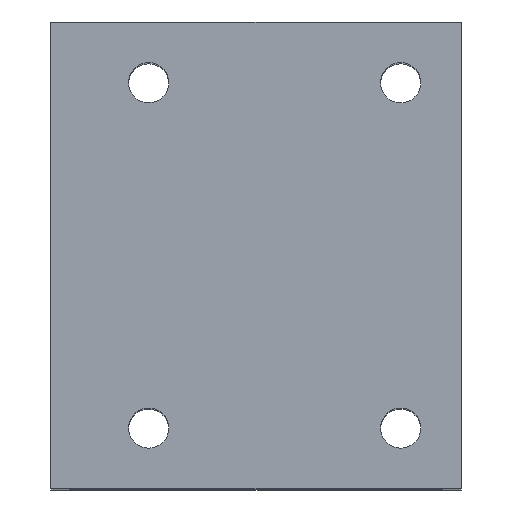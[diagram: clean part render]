
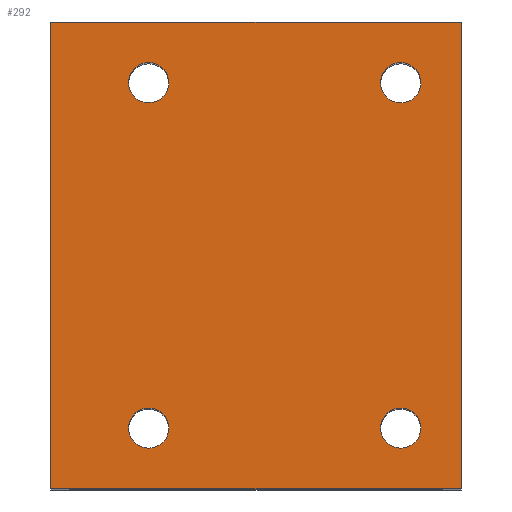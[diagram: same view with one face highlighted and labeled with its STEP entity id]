
A CAD part, top view. The second image highlights one B-rep face of the part: STEP entity #292.
In plain terms, the highlighted planar face has unit normal (0, 0, 1).
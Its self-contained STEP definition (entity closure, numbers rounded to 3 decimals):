
#3 = DIRECTION ( 'NONE',  ( 0., 0., -1. ) ) ;
#4 = VERTEX_POINT ( 'NONE', #1029 ) ;
#11 = FACE_BOUND ( 'NONE', #710, .T. ) ;
#39 = AXIS2_PLACEMENT_3D ( 'NONE', #940, #273, #1039 ) ;
#52 = AXIS2_PLACEMENT_3D ( 'NONE', #1243, #934, #1352 ) ;
#70 = DIRECTION ( 'NONE',  ( 0., 0., -1. ) ) ;
#84 = FACE_OUTER_BOUND ( 'NONE', #671, .T. ) ;
#88 = AXIS2_PLACEMENT_3D ( 'NONE', #385, #1343, #478 ) ;
#92 = EDGE_LOOP ( 'NONE', ( #369, #558 ) ) ;
#105 = EDGE_CURVE ( 'NONE', #848, #1076, #481, .T. ) ;
#115 = AXIS2_PLACEMENT_3D ( 'NONE', #437, #758, #206 ) ;
#141 = ORIENTED_EDGE ( 'NONE', *, *, #257, .T. ) ;
#190 = CARTESIAN_POINT ( 'NONE',  ( 10.5, 6.5, 76. ) ) ;
#194 = CARTESIAN_POINT ( 'NONE',  ( 44., 50., 76. ) ) ;
#199 = EDGE_CURVE ( 'NONE', #578, #540, #1189, .T. ) ;
#200 = CIRCLE ( 'NONE', #88, 2.15 ) ;
#206 = DIRECTION ( 'NONE',  ( -1., 0., 0. ) ) ;
#232 = ORIENTED_EDGE ( 'NONE', *, *, #463, .F. ) ;
#257 = EDGE_CURVE ( 'NONE', #296, #627, #497, .T. ) ;
#258 = CARTESIAN_POINT ( 'NONE',  ( 39.65, 43.5, 76. ) ) ;
#273 = DIRECTION ( 'NONE',  ( 0., 0., -1. ) ) ;
#274 = EDGE_CURVE ( 'NONE', #627, #296, #431, .T. ) ;
#277 = ORIENTED_EDGE ( 'NONE', *, *, #105, .F. ) ;
#292 = ADVANCED_FACE ( 'NONE', ( #11, #1290, #1360, #899, #84 ), #1262, .F. ) ;
#296 = VERTEX_POINT ( 'NONE', #304 ) ;
#297 = CARTESIAN_POINT ( 'NONE',  ( 10.5, 43.5, 76. ) ) ;
#304 = CARTESIAN_POINT ( 'NONE',  ( 12.65, 43.5, 76. ) ) ;
#330 = CARTESIAN_POINT ( 'NONE',  ( 37.5, 6.5, 76. ) ) ;
#339 = VECTOR ( 'NONE', #946, 1000. ) ;
#340 = CARTESIAN_POINT ( 'NONE',  ( 44., 0., 76. ) ) ;
#353 = CIRCLE ( 'NONE', #1002, 2.15 ) ;
#355 = CARTESIAN_POINT ( 'NONE',  ( 35.35, 6.5, 76. ) ) ;
#367 = ORIENTED_EDGE ( 'NONE', *, *, #432, .T. ) ;
#369 = ORIENTED_EDGE ( 'NONE', *, *, #1257, .T. ) ;
#385 = CARTESIAN_POINT ( 'NONE',  ( 37.5, 43.5, 76. ) ) ;
#389 = DIRECTION ( 'NONE',  ( 0., -1., 0. ) ) ;
#405 = CARTESIAN_POINT ( 'NONE',  ( 0., 50., 76. ) ) ;
#431 = CIRCLE ( 'NONE', #519, 2.15 ) ;
#432 = EDGE_CURVE ( 'NONE', #4, #1112, #353, .T. ) ;
#437 = CARTESIAN_POINT ( 'NONE',  ( 37.5, 6.5, 76. ) ) ;
#463 = EDGE_CURVE ( 'NONE', #883, #848, #1085, .T. ) ;
#476 = CIRCLE ( 'NONE', #39, 2.15 ) ;
#478 = DIRECTION ( 'NONE',  ( -1., 0., 0. ) ) ;
#481 = LINE ( 'NONE', #818, #339 ) ;
#484 = EDGE_CURVE ( 'NONE', #791, #1076, #1349, .T. ) ;
#497 = CIRCLE ( 'NONE', #1159, 2.15 ) ;
#503 = EDGE_LOOP ( 'NONE', ( #1235, #1034 ) ) ;
#513 = ORIENTED_EDGE ( 'NONE', *, *, #876, .T. ) ;
#519 = AXIS2_PLACEMENT_3D ( 'NONE', #1062, #1167, #1067 ) ;
#540 = VERTEX_POINT ( 'NONE', #903 ) ;
#558 = ORIENTED_EDGE ( 'NONE', *, *, #1188, .T. ) ;
#567 = CARTESIAN_POINT ( 'NONE',  ( 0., 0., 76. ) ) ;
#578 = VERTEX_POINT ( 'NONE', #795 ) ;
#594 = VECTOR ( 'NONE', #1327, 1000. ) ;
#621 = VERTEX_POINT ( 'NONE', #258 ) ;
#623 = DIRECTION ( 'NONE',  ( 0., 0., -1. ) ) ;
#627 = VERTEX_POINT ( 'NONE', #1331 ) ;
#650 = CARTESIAN_POINT ( 'NONE',  ( 35.35, 43.5, 76. ) ) ;
#670 = CIRCLE ( 'NONE', #52, 2.15 ) ;
#671 = EDGE_LOOP ( 'NONE', ( #914, #277, #232, #891 ) ) ;
#676 = CARTESIAN_POINT ( 'NONE',  ( 0., 50., 76. ) ) ;
#710 = EDGE_LOOP ( 'NONE', ( #1337, #141 ) ) ;
#718 = VECTOR ( 'NONE', #389, 1000. ) ;
#732 = DIRECTION ( 'NONE',  ( -1., 0., 0. ) ) ;
#754 = LINE ( 'NONE', #1048, #718 ) ;
#758 = DIRECTION ( 'NONE',  ( 0., 0., -1. ) ) ;
#767 = EDGE_CURVE ( 'NONE', #540, #578, #476, .T. ) ;
#789 = EDGE_LOOP ( 'NONE', ( #513, #367 ) ) ;
#791 = VERTEX_POINT ( 'NONE', #829 ) ;
#795 = CARTESIAN_POINT ( 'NONE',  ( 8.35, 6.5, 76. ) ) ;
#818 = CARTESIAN_POINT ( 'NONE',  ( 44., 50., 76. ) ) ;
#829 = CARTESIAN_POINT ( 'NONE',  ( 0., 0., 76. ) ) ;
#848 = VERTEX_POINT ( 'NONE', #194 ) ;
#864 = AXIS2_PLACEMENT_3D ( 'NONE', #405, #1057, #960 ) ;
#876 = EDGE_CURVE ( 'NONE', #1112, #4, #1399, .T. ) ;
#883 = VERTEX_POINT ( 'NONE', #1291 ) ;
#891 = ORIENTED_EDGE ( 'NONE', *, *, #1335, .T. ) ;
#895 = DIRECTION ( 'NONE',  ( 1., 0., 0. ) ) ;
#899 = FACE_BOUND ( 'NONE', #789, .T. ) ;
#903 = CARTESIAN_POINT ( 'NONE',  ( 12.65, 6.5, 76. ) ) ;
#914 = ORIENTED_EDGE ( 'NONE', *, *, #484, .T. ) ;
#927 = VERTEX_POINT ( 'NONE', #650 ) ;
#934 = DIRECTION ( 'NONE',  ( 0., 0., -1. ) ) ;
#940 = CARTESIAN_POINT ( 'NONE',  ( 10.5, 6.5, 76. ) ) ;
#946 = DIRECTION ( 'NONE',  ( 0., -1., 0. ) ) ;
#951 = DIRECTION ( 'NONE',  ( -1., 0., 0. ) ) ;
#960 = DIRECTION ( 'NONE',  ( -1., 0., 0. ) ) ;
#994 = DIRECTION ( 'NONE',  ( -1., 0., 0. ) ) ;
#1002 = AXIS2_PLACEMENT_3D ( 'NONE', #330, #3, #994 ) ;
#1029 = CARTESIAN_POINT ( 'NONE',  ( 39.65, 6.5, 76. ) ) ;
#1034 = ORIENTED_EDGE ( 'NONE', *, *, #767, .T. ) ;
#1039 = DIRECTION ( 'NONE',  ( -1., 0., 0. ) ) ;
#1048 = CARTESIAN_POINT ( 'NONE',  ( 0., 50., 76. ) ) ;
#1057 = DIRECTION ( 'NONE',  ( 0., 0., -1. ) ) ;
#1062 = CARTESIAN_POINT ( 'NONE',  ( 10.5, 43.5, 76. ) ) ;
#1067 = DIRECTION ( 'NONE',  ( -1., 0., 0. ) ) ;
#1068 = VECTOR ( 'NONE', #895, 1000. ) ;
#1076 = VERTEX_POINT ( 'NONE', #340 ) ;
#1085 = LINE ( 'NONE', #676, #594 ) ;
#1112 = VERTEX_POINT ( 'NONE', #355 ) ;
#1159 = AXIS2_PLACEMENT_3D ( 'NONE', #297, #70, #951 ) ;
#1167 = DIRECTION ( 'NONE',  ( 0., 0., -1. ) ) ;
#1188 = EDGE_CURVE ( 'NONE', #621, #927, #200, .T. ) ;
#1189 = CIRCLE ( 'NONE', #1212, 2.15 ) ;
#1212 = AXIS2_PLACEMENT_3D ( 'NONE', #190, #623, #732 ) ;
#1235 = ORIENTED_EDGE ( 'NONE', *, *, #199, .T. ) ;
#1243 = CARTESIAN_POINT ( 'NONE',  ( 37.5, 43.5, 76. ) ) ;
#1257 = EDGE_CURVE ( 'NONE', #927, #621, #670, .T. ) ;
#1262 = PLANE ( 'NONE',  #864 ) ;
#1290 = FACE_BOUND ( 'NONE', #503, .T. ) ;
#1291 = CARTESIAN_POINT ( 'NONE',  ( 0., 50., 76. ) ) ;
#1327 = DIRECTION ( 'NONE',  ( 1., 0., 0. ) ) ;
#1331 = CARTESIAN_POINT ( 'NONE',  ( 8.35, 43.5, 76. ) ) ;
#1335 = EDGE_CURVE ( 'NONE', #883, #791, #754, .T. ) ;
#1337 = ORIENTED_EDGE ( 'NONE', *, *, #274, .T. ) ;
#1343 = DIRECTION ( 'NONE',  ( 0., 0., -1. ) ) ;
#1349 = LINE ( 'NONE', #567, #1068 ) ;
#1352 = DIRECTION ( 'NONE',  ( -1., 0., 0. ) ) ;
#1360 = FACE_BOUND ( 'NONE', #92, .T. ) ;
#1399 = CIRCLE ( 'NONE', #115, 2.15 ) ;
